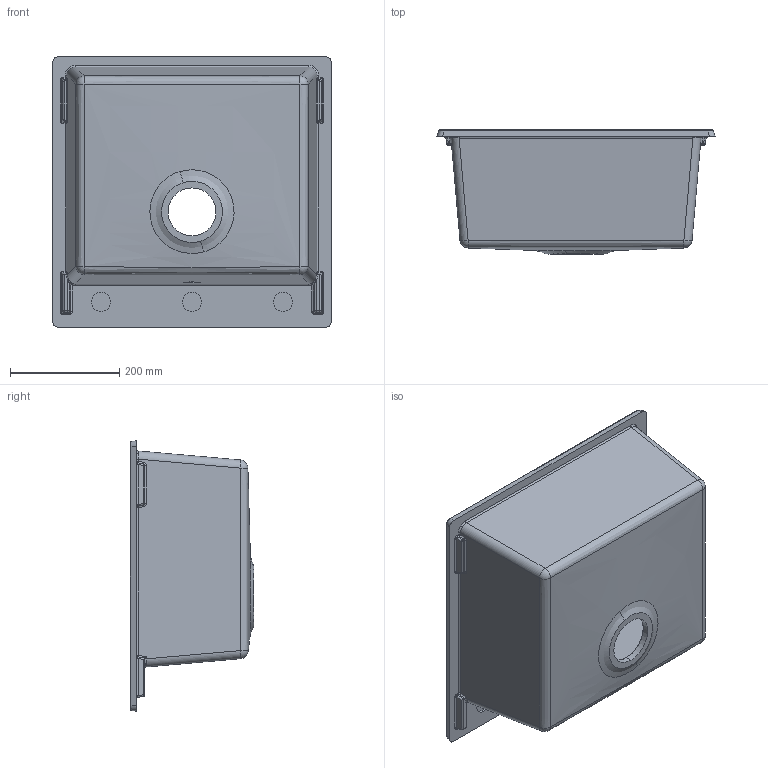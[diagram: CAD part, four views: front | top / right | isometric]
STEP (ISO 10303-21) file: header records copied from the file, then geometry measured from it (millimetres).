
FILE_DESCRIPTION (( 'STEP AP214' ), '1' );
FILE_NAME ('bodroom 50.STEP', '2019-02-19T14:05:23', ( '' ), ( '' ), 'SwSTEP 2.0', 'SolidWorks 2018', '' );
FILE_SCHEMA (( 'AUTOMOTIVE_DESIGN' ));
Length unit declared in the file: millimetre
Products named in the file (2): bodroom 50
Bounding box: 510.34 x 227 x 495.95 mm (x, y, z)
Volume: 5536855.6 mm3; surface area: 1096794.3 mm2
Topology: 1 solids, 1 shells, 218 faces, 505 edges, 284 vertices
Faces by surface type: cylinder 85, bspline 68, plane 39, sphere 20, torus 4, cone 2
Entity records: 11623 total; most frequent: CARTESIAN_POINT 7280, ORIENTED_EDGE 986, DIRECTION 819, EDGE_CURVE 493, AXIS2_PLACEMENT_3D 322, VERTEX_POINT 284, EDGE_LOOP 229, ADVANCED_FACE 218
